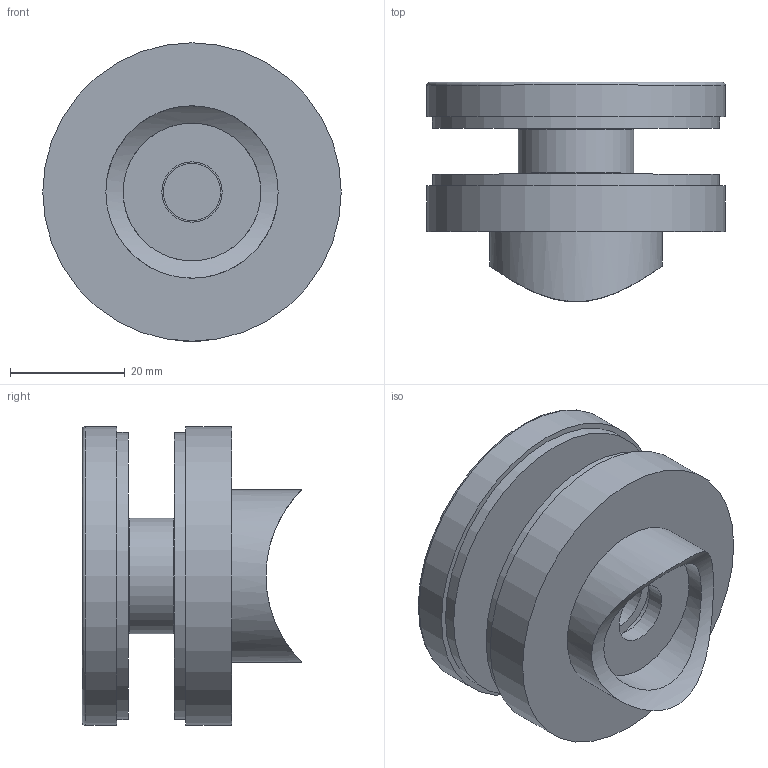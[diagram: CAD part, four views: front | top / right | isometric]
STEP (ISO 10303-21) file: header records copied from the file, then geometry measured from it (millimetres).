
FILE_DESCRIPTION(/* description */ (''),/* implementation_level */ '2;1');
FILE_NAME(/* name */ '41997.iam.step',/* time_stamp */ '2022-08-22T09:49:20+02:00',/* author */ ('Abt. Technik'),/* organization */ (''),/* preprocessor_version */ 'ST-DEVELOPER v19.2',/* originating_system */ 'Autodesk Inventor 2023',/* authorisation */ '');
FILE_SCHEMA (('AUTOMOTIVE_DESIGN { 1 0 10303 214 3 1 1 }'));
Length unit declared in the file: millimetre
Products named in the file (6): 41997; Kopf 41730; 40902; 40910 Kunststoff weiß; 41732; 41733
Assembly tree (6 placements, depth 2):
  41997
    Kopf 41730
    40902  x2
    40910 Kunststoff weiß
    41732
    41733
Bounding box: 52 x 38.22 x 52 mm (x, y, z)
Volume: 41520 mm3; surface area: 23600.6 mm2
Topology: 6 solids, 6 shells, 38 faces, 64 edges, 43 vertices
Faces by surface type: cylinder 18, plane 17, torus 3
Full cylindrical faces by diameter (mm): 3 x1, 10 x1, 10.5 x2, 14 x4, 14.2 x2, 20.2 x1, 24 x1, 30 x1, 50 x2, 52 x2
Entity records: 1222 total; most frequent: CARTESIAN_POINT 281, DIRECTION 179, ORIENTED_EDGE 116, AXIS2_PLACEMENT_3D 82, EDGE_CURVE 58, EDGE_LOOP 47, VERTEX_POINT 39, CIRCLE 36
